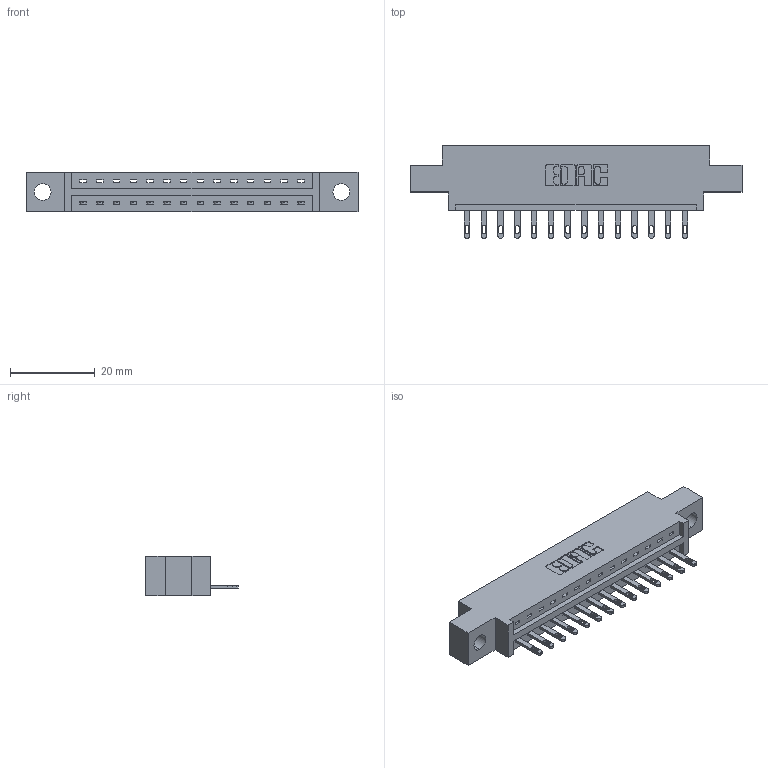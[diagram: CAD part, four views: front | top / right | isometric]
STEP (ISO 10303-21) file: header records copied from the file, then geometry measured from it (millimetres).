
FILE_DESCRIPTION (( 'STEP AP203' ), '1' );
FILE_NAME ('337-014-500-604.STEP', '2018-08-04T13:44:30', ( '' ), ( '' ), 'SwSTEP 2.0', 'SolidWorks 2016', '' );
FILE_SCHEMA (( 'CONFIG_CONTROL_DESIGN' ));
Length unit declared in the file: inch
Products named in the file (3): 337 Part_0.170 Offset - 0.156 Dia-TH; 345-292-001_345-293-100; 337-014-500-604
Assembly tree (15 placements, depth 2):
  337-014-500-604
    337 Part_0.170 Offset - 0.156 Dia-TH
    345-292-001_345-293-100  x14
Bounding box: 78.49 x 21.85 x 9.4 mm (x, y, z)
Volume: 7610.2 mm3; surface area: 7633 mm2
Topology: 15 solids, 15 shells, 930 faces, 2843 edges, 1894 vertices
Faces by surface type: plane 634, cylinder 296
Entity records: 14093 total; most frequent: CARTESIAN_POINT 2460, ORIENTED_EDGE 2410, DIRECTION 2129, EDGE_CURVE 1205, LINE 1073, VECTOR 1073, VERTEX_POINT 802, AXIS2_PLACEMENT_3D 528
